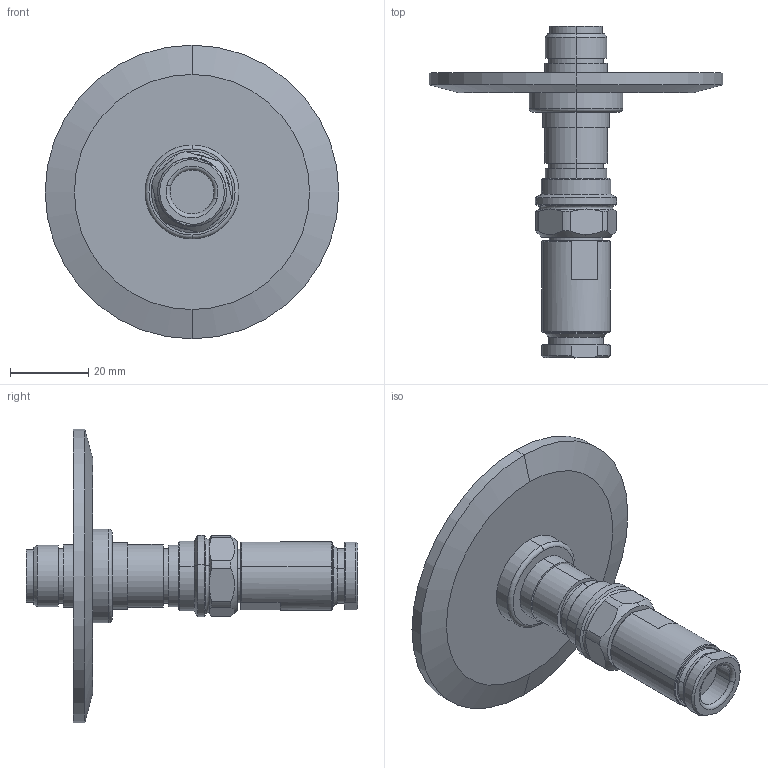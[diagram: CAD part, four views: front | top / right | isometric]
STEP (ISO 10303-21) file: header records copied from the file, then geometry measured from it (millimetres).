
FILE_DESCRIPTION (( 'STEP AP214' ), '1' );
FILE_NAME ('242-ND50-K50.step', '2025-02-18T20:49:36', ( '' ), ( '' ), 'SwSTEP 2.0', 'SolidWorks 2022', '' );
FILE_SCHEMA (( 'AUTOMOTIVE_DESIGN' ));
Length unit declared in the file: millimetre
Products named in the file (8): 9242-NDF50-2; 241-CON-N-RG213; 9242-NDF50-1; 242-ND50-K50; 9242-NDF50-3; 242-ND50; 9242-ND50-4; 9431-KF50-24_9431-KF50-B-45
Assembly tree (7 placements, depth 3):
  242-ND50-K50
    9431-KF50-24_9431-KF50-B-45
    242-ND50
      9242-NDF50-1
      9242-NDF50-2
      9242-NDF50-3
      9242-ND50-4
      241-CON-N-RG213
Bounding box: 75 x 84.76 x 75 mm (x, y, z)
Volume: 24430.6 mm3; surface area: 21138.2 mm2
Topology: 5 solids, 7 shells, 181 faces, 399 edges, 251 vertices
Faces by surface type: cylinder 80, plane 45, cone 44, torus 6, bspline 6
Entity records: 5529 total; most frequent: CARTESIAN_POINT 1129, DIRECTION 952, ORIENTED_EDGE 788, AXIS2_PLACEMENT_3D 410, EDGE_CURVE 395, VERTEX_POINT 251, CIRCLE 223, EDGE_LOOP 213
